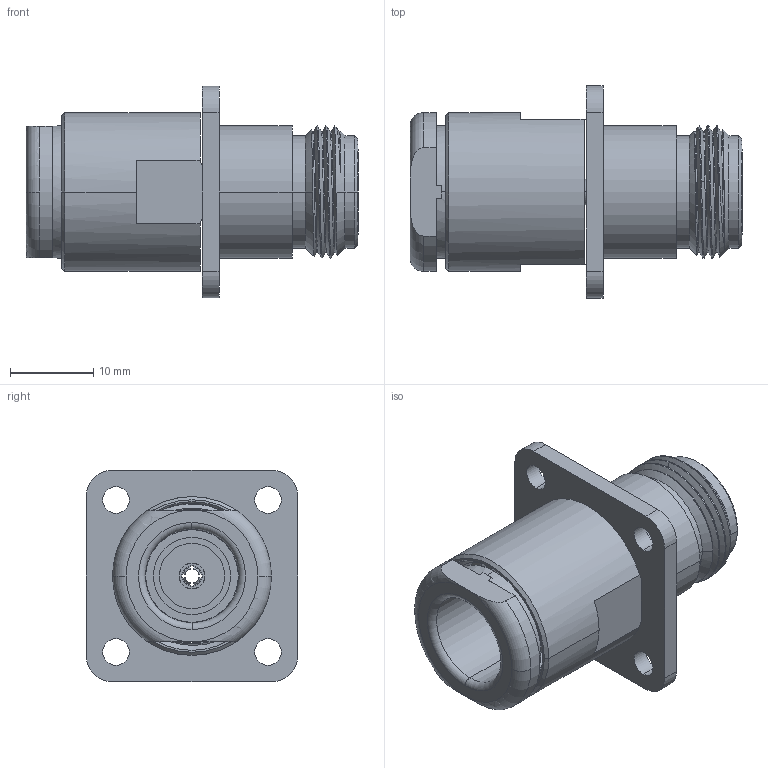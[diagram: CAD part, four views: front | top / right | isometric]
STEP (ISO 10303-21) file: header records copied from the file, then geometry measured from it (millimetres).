
FILE_DESCRIPTION((''),'2;1');
FILE_NAME('82-62_SW0001','2009-10-01T',('Administrator'),(''),'PRO/ENGINEER BY PARAMETRIC TECHNOLOGY CORPORATION, 2008010','PRO/ENGINEER BY PARAMETRIC TECHNOLOGY CORPORATION, 2008010','');
FILE_SCHEMA(('CONFIG_CONTROL_DESIGN'));
Length unit declared in the file: inch
Products named in the file (1): 82-62_SW0001
Bounding box: 39.83 x 25.4 x 25.4 mm (x, y, z)
Surface area: 5308.1 mm2 (no closed solid volume)
Topology: 0 solids, 13 shells, 104 faces, 318 edges, 223 vertices
Faces by surface type: cylinder 46, plane 27, cone 18, bspline 7, torus 6
Entity records: 5430 total; most frequent: CARTESIAN_POINT 2538, DIRECTION 627, ORIENTED_EDGE 526, EDGE_CURVE 318, AXIS2_PLACEMENT_3D 258, VERTEX_POINT 223, CIRCLE 161, EDGE_LOOP 124
